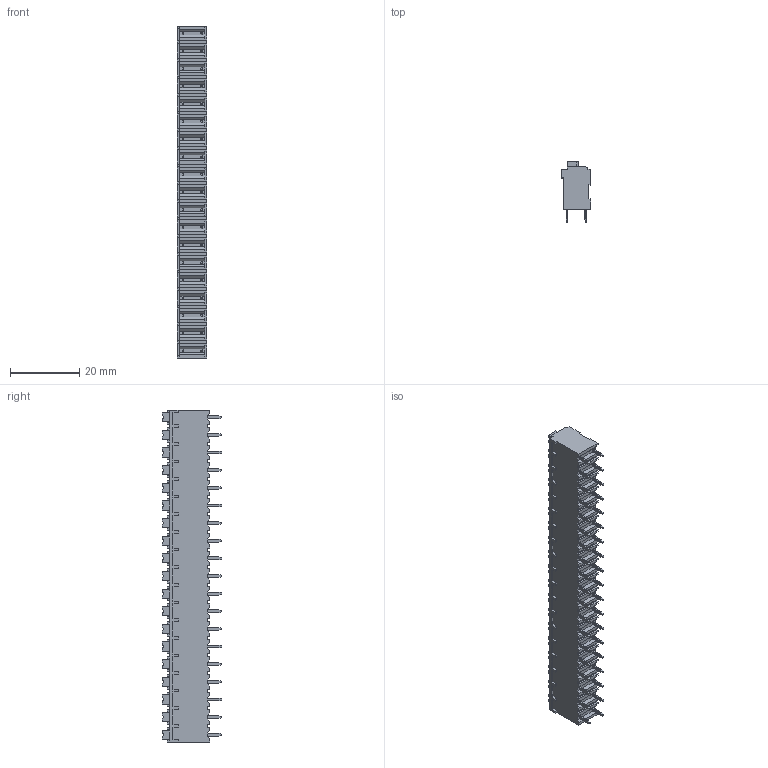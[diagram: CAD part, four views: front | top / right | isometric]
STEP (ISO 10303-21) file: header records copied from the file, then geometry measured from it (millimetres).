
FILE_DESCRIPTION((''),'2;1');
FILE_NAME('TLM-004VT-5_08-XXP-X','2024-09-30T',('sj'),(''),'PRO/ENGINEER BY PARAMETRIC TECHNOLOGY CORPORATION, 2015240','PRO/ENGINEER BY PARAMETRIC TECHNOLOGY CORPORATION, 2015240','');
FILE_SCHEMA(('CONFIG_CONTROL_DESIGN','SHAPE_APPEARANCE_LAYERS_GROUPS'));
Length unit declared in the file: millimetre
Products named in the file (1): TLM-004VT-5_08-XXP-X
Bounding box: 8.4 x 17.15 x 95.64 mm (x, y, z)
Volume: 7135.2 mm3; surface area: 9194.1 mm2
Topology: 1 solids, 1 shells, 1858 faces, 5247 edges, 3486 vertices
Faces by surface type: plane 1668, cylinder 190
Entity records: 59535 total; most frequent: CARTESIAN_POINT 11085, ORIENTED_EDGE 10494, DIRECTION 9305, EDGE_CURVE 5247, VECTOR 4677, LINE 4677, VERTEX_POINT 3486, AXIS2_PLACEMENT_3D 2314
